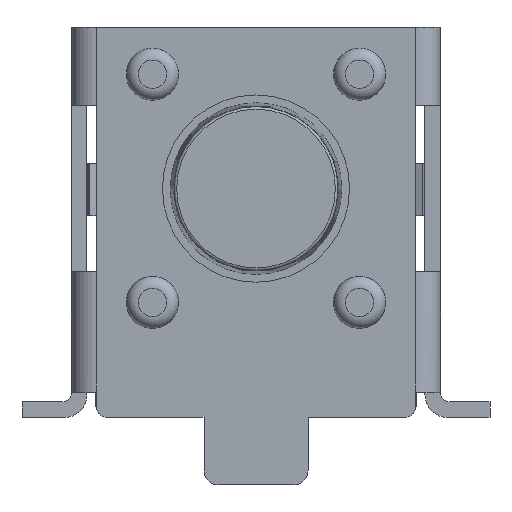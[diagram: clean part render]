
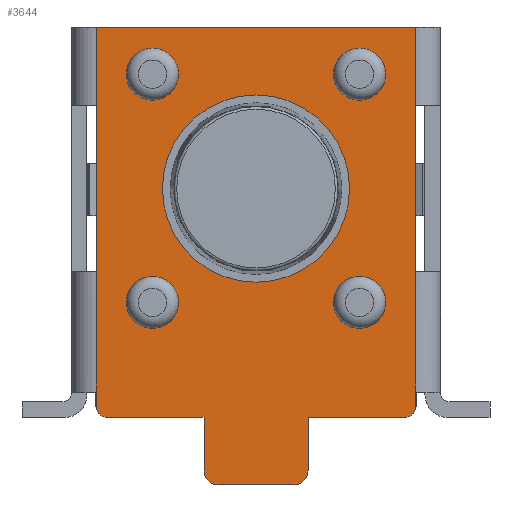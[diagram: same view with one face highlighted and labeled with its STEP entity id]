
A CAD part, front view. The second image highlights one B-rep face of the part: STEP entity #3644.
In plain terms, the highlighted planar face has unit normal (0, -1, 0).
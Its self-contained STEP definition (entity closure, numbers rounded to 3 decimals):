
#104=CIRCLE('',#3832,0.5);
#105=CIRCLE('',#3833,0.5);
#106=CIRCLE('',#3834,0.5);
#107=CIRCLE('',#3835,1.8);
#108=CIRCLE('',#3836,0.227);
#109=CIRCLE('',#3837,0.27);
#110=CIRCLE('',#3838,0.27);
#111=CIRCLE('',#3839,0.227);
#112=CIRCLE('',#3840,0.5);
#415=ORIENTED_EDGE('',*,*,#1040,.T.);
#416=ORIENTED_EDGE('',*,*,#1041,.F.);
#417=ORIENTED_EDGE('',*,*,#1042,.F.);
#418=ORIENTED_EDGE('',*,*,#1043,.T.);
#419=ORIENTED_EDGE('',*,*,#1044,.T.);
#420=ORIENTED_EDGE('',*,*,#1045,.T.);
#421=ORIENTED_EDGE('',*,*,#1046,.F.);
#422=ORIENTED_EDGE('',*,*,#1047,.F.);
#423=ORIENTED_EDGE('',*,*,#1048,.F.);
#424=ORIENTED_EDGE('',*,*,#1049,.F.);
#425=ORIENTED_EDGE('',*,*,#1050,.F.);
#426=ORIENTED_EDGE('',*,*,#1051,.F.);
#427=ORIENTED_EDGE('',*,*,#1052,.F.);
#428=ORIENTED_EDGE('',*,*,#1053,.T.);
#429=ORIENTED_EDGE('',*,*,#1054,.T.);
#430=ORIENTED_EDGE('',*,*,#1055,.F.);
#431=ORIENTED_EDGE('',*,*,#1056,.F.);
#432=ORIENTED_EDGE('',*,*,#1057,.F.);
#433=ORIENTED_EDGE('',*,*,#1058,.T.);
#434=ORIENTED_EDGE('',*,*,#1059,.F.);
#435=ORIENTED_EDGE('',*,*,#1060,.T.);
#436=ORIENTED_EDGE('',*,*,#1061,.T.);
#437=ORIENTED_EDGE('',*,*,#1062,.T.);
#438=ORIENTED_EDGE('',*,*,#1063,.T.);
#439=ORIENTED_EDGE('',*,*,#1064,.T.);
#1040=EDGE_CURVE('',#1367,#1367,#104,.T.);
#1041=EDGE_CURVE('',#1368,#1368,#105,.F.);
#1042=EDGE_CURVE('',#1369,#1369,#106,.F.);
#1043=EDGE_CURVE('',#1370,#1370,#107,.T.);
#1044=EDGE_CURVE('',#1371,#1372,#1635,.F.);
#1045=EDGE_CURVE('',#1372,#1373,#108,.F.);
#1046=EDGE_CURVE('',#1374,#1373,#1636,.T.);
#1047=EDGE_CURVE('',#1375,#1374,#1637,.T.);
#1048=EDGE_CURVE('',#1376,#1375,#109,.T.);
#1049=EDGE_CURVE('',#1377,#1376,#1638,.T.);
#1050=EDGE_CURVE('',#1378,#1377,#110,.T.);
#1051=EDGE_CURVE('',#1379,#1378,#1639,.T.);
#1052=EDGE_CURVE('',#1380,#1379,#1640,.T.);
#1053=EDGE_CURVE('',#1380,#1381,#111,.F.);
#1054=EDGE_CURVE('',#1381,#1382,#1641,.F.);
#1055=EDGE_CURVE('',#1383,#1382,#1642,.T.);
#1056=EDGE_CURVE('',#1384,#1383,#1643,.T.);
#1057=EDGE_CURVE('',#1385,#1384,#1644,.T.);
#1058=EDGE_CURVE('',#1385,#1386,#1645,.F.);
#1059=EDGE_CURVE('',#1387,#1386,#1646,.T.);
#1060=EDGE_CURVE('',#1387,#1388,#1647,.F.);
#1061=EDGE_CURVE('',#1388,#1389,#1648,.T.);
#1062=EDGE_CURVE('',#1389,#1390,#1649,.T.);
#1063=EDGE_CURVE('',#1390,#1371,#1650,.T.);
#1064=EDGE_CURVE('',#1391,#1391,#112,.T.);
#1367=VERTEX_POINT('',#5011);
#1368=VERTEX_POINT('',#5013);
#1369=VERTEX_POINT('',#5015);
#1370=VERTEX_POINT('',#5017);
#1371=VERTEX_POINT('',#5019);
#1372=VERTEX_POINT('',#5020);
#1373=VERTEX_POINT('',#5022);
#1374=VERTEX_POINT('',#5024);
#1375=VERTEX_POINT('',#5026);
#1376=VERTEX_POINT('',#5028);
#1377=VERTEX_POINT('',#5030);
#1378=VERTEX_POINT('',#5032);
#1379=VERTEX_POINT('',#5034);
#1380=VERTEX_POINT('',#5036);
#1381=VERTEX_POINT('',#5038);
#1382=VERTEX_POINT('',#5040);
#1383=VERTEX_POINT('',#5042);
#1384=VERTEX_POINT('',#5044);
#1385=VERTEX_POINT('',#5046);
#1386=VERTEX_POINT('',#5048);
#1387=VERTEX_POINT('',#5050);
#1388=VERTEX_POINT('',#5052);
#1389=VERTEX_POINT('',#5054);
#1390=VERTEX_POINT('',#5056);
#1391=VERTEX_POINT('',#5059);
#1635=LINE('',#5018,#1922);
#1636=LINE('',#5023,#1923);
#1637=LINE('',#5025,#1924);
#1638=LINE('',#5029,#1925);
#1639=LINE('',#5033,#1926);
#1640=LINE('',#5035,#1927);
#1641=LINE('',#5039,#1928);
#1642=LINE('',#5041,#1929);
#1643=LINE('',#5043,#1930);
#1644=LINE('',#5045,#1931);
#1645=LINE('',#5047,#1932);
#1646=LINE('',#5049,#1933);
#1647=LINE('',#5051,#1934);
#1648=LINE('',#5053,#1935);
#1649=LINE('',#5055,#1936);
#1650=LINE('',#5057,#1937);
#1922=VECTOR('',#4262,1000.);
#1923=VECTOR('',#4265,1000.);
#1924=VECTOR('',#4266,1000.);
#1925=VECTOR('',#4269,1000.);
#1926=VECTOR('',#4272,1000.);
#1927=VECTOR('',#4273,1000.);
#1928=VECTOR('',#4276,1000.);
#1929=VECTOR('',#4277,1000.);
#1930=VECTOR('',#4278,1000.);
#1931=VECTOR('',#4279,1000.);
#1932=VECTOR('',#4280,1000.);
#1933=VECTOR('',#4281,1000.);
#1934=VECTOR('',#4282,1000.);
#1935=VECTOR('',#4283,1000.);
#1936=VECTOR('',#4284,1000.);
#1937=VECTOR('',#4285,1000.);
#2169=EDGE_LOOP('',(#415));
#2170=EDGE_LOOP('',(#416));
#2171=EDGE_LOOP('',(#417));
#2172=EDGE_LOOP('',(#418));
#2173=EDGE_LOOP('',(#419,#420,#421,#422,#423,#424,#425,#426,#427,#428,#429,
#430,#431,#432,#433,#434,#435,#436,#437,#438));
#2174=EDGE_LOOP('',(#439));
#2344=FACE_BOUND('',#2169,.T.);
#2345=FACE_BOUND('',#2170,.T.);
#2346=FACE_BOUND('',#2171,.T.);
#2347=FACE_BOUND('',#2172,.T.);
#2348=FACE_BOUND('',#2173,.T.);
#2349=FACE_BOUND('',#2174,.T.);
#2494=PLANE('',#3831);
#3644=ADVANCED_FACE('',(#2344,#2345,#2346,#2347,#2348,#2349),#2494,.F.);
#3831=AXIS2_PLACEMENT_3D('',#5009,#4252,#4253);
#3832=AXIS2_PLACEMENT_3D('',#5010,#4254,#4255);
#3833=AXIS2_PLACEMENT_3D('',#5012,#4256,#4257);
#3834=AXIS2_PLACEMENT_3D('',#5014,#4258,#4259);
#3835=AXIS2_PLACEMENT_3D('',#5016,#4260,#4261);
#3836=AXIS2_PLACEMENT_3D('',#5021,#4263,#4264);
#3837=AXIS2_PLACEMENT_3D('',#5027,#4267,#4268);
#3838=AXIS2_PLACEMENT_3D('',#5031,#4270,#4271);
#3839=AXIS2_PLACEMENT_3D('',#5037,#4274,#4275);
#3840=AXIS2_PLACEMENT_3D('',#5058,#4286,#4287);
#4252=DIRECTION('',(0.,1.,0.));
#4253=DIRECTION('',(0.,0.,1.));
#4254=DIRECTION('',(0.,1.,0.));
#4255=DIRECTION('',(1.,0.,0.));
#4256=DIRECTION('',(0.,1.,0.));
#4257=DIRECTION('',(0.,0.,1.));
#4258=DIRECTION('',(0.,1.,0.));
#4259=DIRECTION('',(0.,0.,1.));
#4260=DIRECTION('',(0.,1.,0.));
#4261=DIRECTION('',(1.,0.,0.));
#4262=DIRECTION('',(0.,0.,1.));
#4263=DIRECTION('',(0.,1.,0.));
#4264=DIRECTION('',(0.,0.,1.));
#4265=DIRECTION('',(-1.,0.,0.));
#4266=DIRECTION('',(0.,0.,1.));
#4267=DIRECTION('',(0.,1.,0.));
#4268=DIRECTION('',(1.,0.,0.));
#4269=DIRECTION('',(-1.,0.,0.));
#4270=DIRECTION('',(0.,1.,0.));
#4271=DIRECTION('',(-1.,0.,0.));
#4272=DIRECTION('',(0.,0.,-1.));
#4273=DIRECTION('',(-1.,0.,0.));
#4274=DIRECTION('',(0.,1.,0.));
#4275=DIRECTION('',(0.,0.,1.));
#4276=DIRECTION('',(0.,0.,-1.));
#4277=DIRECTION('',(1.,0.,0.));
#4278=DIRECTION('',(0.,0.,-1.));
#4279=DIRECTION('',(-1.,0.,0.));
#4280=DIRECTION('',(0.,0.,-1.));
#4281=DIRECTION('',(1.,0.,0.));
#4282=DIRECTION('',(0.,0.,1.));
#4283=DIRECTION('',(1.,0.,0.));
#4284=DIRECTION('',(0.,0.,-1.));
#4285=DIRECTION('',(-1.,0.,0.));
#4286=DIRECTION('',(0.,1.,0.));
#4287=DIRECTION('',(1.,0.,0.));
#5009=CARTESIAN_POINT('',(0.,0.,0.));
#5010=CARTESIAN_POINT('',(1.992,0.,-2.188));
#5011=CARTESIAN_POINT('',(2.492,0.,-2.188));
#5012=CARTESIAN_POINT('',(-1.992,0.,-2.188));
#5013=CARTESIAN_POINT('',(-1.992,0.,-1.688));
#5014=CARTESIAN_POINT('',(-1.992,0.,2.2));
#5015=CARTESIAN_POINT('',(-1.992,0.,2.7));
#5016=CARTESIAN_POINT('',(0.,0.,0.));
#5017=CARTESIAN_POINT('',(1.8,0.,0.));
#5018=CARTESIAN_POINT('',(-3.07,0.,0.));
#5019=CARTESIAN_POINT('',(-3.07,0.,-1.599));
#5020=CARTESIAN_POINT('',(-3.07,0.,-4.24));
#5021=CARTESIAN_POINT('',(-2.853,0.,-4.173));
#5022=CARTESIAN_POINT('',(-2.853,0.,-4.4));
#5023=CARTESIAN_POINT('',(3.55,0.,-4.4));
#5024=CARTESIAN_POINT('',(-1.,0.,-4.4));
#5025=CARTESIAN_POINT('',(-1.,0.,-5.43));
#5026=CARTESIAN_POINT('',(-1.,0.,-5.43));
#5027=CARTESIAN_POINT('',(-0.73,0.,-5.43));
#5028=CARTESIAN_POINT('',(-0.73,0.,-5.7));
#5029=CARTESIAN_POINT('',(0.73,0.,-5.7));
#5030=CARTESIAN_POINT('',(0.73,0.,-5.7));
#5031=CARTESIAN_POINT('',(0.73,0.,-5.43));
#5032=CARTESIAN_POINT('',(1.,0.,-5.43));
#5033=CARTESIAN_POINT('',(1.,0.,-4.4));
#5034=CARTESIAN_POINT('',(1.,0.,-4.4));
#5035=CARTESIAN_POINT('',(3.55,0.,-4.4));
#5036=CARTESIAN_POINT('',(2.853,0.,-4.4));
#5037=CARTESIAN_POINT('',(2.853,0.,-4.173));
#5038=CARTESIAN_POINT('',(3.07,0.,-4.24));
#5039=CARTESIAN_POINT('',(3.07,0.,0.));
#5040=CARTESIAN_POINT('',(3.07,0.,-1.599));
#5041=CARTESIAN_POINT('',(3.55,0.,-1.599));
#5042=CARTESIAN_POINT('',(3.063,0.,-1.599));
#5043=CARTESIAN_POINT('',(3.063,0.,1.599));
#5044=CARTESIAN_POINT('',(3.063,0.,1.599));
#5045=CARTESIAN_POINT('',(3.55,0.,1.599));
#5046=CARTESIAN_POINT('',(3.07,0.,1.599));
#5047=CARTESIAN_POINT('',(3.07,0.,0.));
#5048=CARTESIAN_POINT('',(3.07,0.,3.1));
#5049=CARTESIAN_POINT('',(-3.55,0.,3.1));
#5050=CARTESIAN_POINT('',(-3.07,0.,3.1));
#5051=CARTESIAN_POINT('',(-3.07,0.,0.));
#5052=CARTESIAN_POINT('',(-3.07,0.,1.599));
#5053=CARTESIAN_POINT('',(-3.55,0.,1.599));
#5054=CARTESIAN_POINT('',(-3.063,0.,1.599));
#5055=CARTESIAN_POINT('',(-3.063,0.,1.599));
#5056=CARTESIAN_POINT('',(-3.063,0.,-1.599));
#5057=CARTESIAN_POINT('',(-3.55,0.,-1.599));
#5058=CARTESIAN_POINT('',(1.992,0.,2.2));
#5059=CARTESIAN_POINT('',(2.492,0.,2.2));
